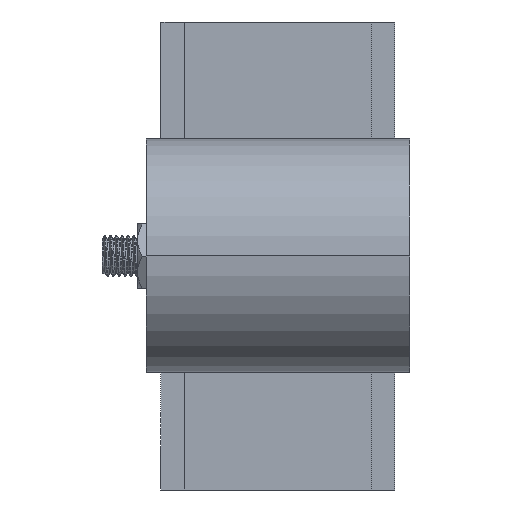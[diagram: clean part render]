
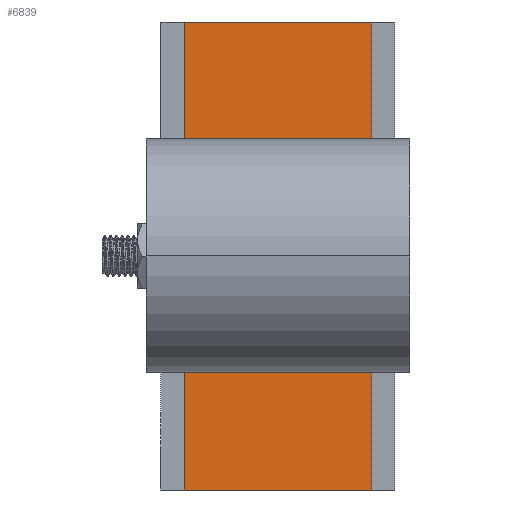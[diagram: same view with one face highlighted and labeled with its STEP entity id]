
A CAD part, left-side view. The second image highlights one B-rep face of the part: STEP entity #6839.
In plain terms, the highlighted planar face has unit normal (-1, 0, 0).
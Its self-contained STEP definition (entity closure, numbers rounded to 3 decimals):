
#161 = LINE ( 'NONE', #4650, #1758 ) ;
#299 = PLANE ( 'NONE',  #6768 ) ;
#1136 = CARTESIAN_POINT ( 'NONE',  ( 0., -16., -20. ) ) ;
#1445 = CARTESIAN_POINT ( 'NONE',  ( 0., 0., 20. ) ) ;
#1454 = DIRECTION ( 'NONE',  ( 0., 0., -1. ) ) ;
#1608 = EDGE_LOOP ( 'NONE', ( #6257, #5923, #1948, #5879 ) ) ;
#1758 = VECTOR ( 'NONE', #6800, 1000. ) ;
#1845 = VERTEX_POINT ( 'NONE', #1445 ) ;
#1904 = DIRECTION ( 'NONE',  ( 0., 0., -1. ) ) ;
#1948 = ORIENTED_EDGE ( 'NONE', *, *, #2900, .F. ) ;
#2205 = VECTOR ( 'NONE', #1904, 1000. ) ;
#2458 = DIRECTION ( 'NONE',  ( 0., 0., -1. ) ) ;
#2900 = EDGE_CURVE ( 'NONE', #4496, #3659, #5259, .T. ) ;
#3101 = CARTESIAN_POINT ( 'NONE',  ( 0., -16., 20. ) ) ;
#3177 = EDGE_CURVE ( 'NONE', #4496, #1845, #161, .T. ) ;
#3221 = EDGE_CURVE ( 'NONE', #1845, #5057, #4616, .T. ) ;
#3253 = CARTESIAN_POINT ( 'NONE',  ( 0., -16., -20. ) ) ;
#3659 = VERTEX_POINT ( 'NONE', #3253 ) ;
#4496 = VERTEX_POINT ( 'NONE', #6502 ) ;
#4616 = LINE ( 'NONE', #6766, #2205 ) ;
#4650 = CARTESIAN_POINT ( 'NONE',  ( 0., -16., 20. ) ) ;
#4714 = VECTOR ( 'NONE', #5463, 1000. ) ;
#4742 = EDGE_CURVE ( 'NONE', #3659, #5057, #5966, .T. ) ;
#5057 = VERTEX_POINT ( 'NONE', #5743 ) ;
#5259 = LINE ( 'NONE', #6840, #5757 ) ;
#5463 = DIRECTION ( 'NONE',  ( 0., 1., 0. ) ) ;
#5737 = DIRECTION ( 'NONE',  ( 1., 0., 0. ) ) ;
#5743 = CARTESIAN_POINT ( 'NONE',  ( 0., 0., -20. ) ) ;
#5757 = VECTOR ( 'NONE', #1454, 1000. ) ;
#5879 = ORIENTED_EDGE ( 'NONE', *, *, #3177, .T. ) ;
#5923 = ORIENTED_EDGE ( 'NONE', *, *, #4742, .F. ) ;
#5966 = LINE ( 'NONE', #1136, #4714 ) ;
#6233 = FACE_OUTER_BOUND ( 'NONE', #1608, .T. ) ;
#6257 = ORIENTED_EDGE ( 'NONE', *, *, #3221, .T. ) ;
#6502 = CARTESIAN_POINT ( 'NONE',  ( 0., -16., 20. ) ) ;
#6766 = CARTESIAN_POINT ( 'NONE',  ( 0., 0., 20. ) ) ;
#6768 = AXIS2_PLACEMENT_3D ( 'NONE', #3101, #5737, #2458 ) ;
#6800 = DIRECTION ( 'NONE',  ( 0., 1., 0. ) ) ;
#6839 = ADVANCED_FACE ( 'NONE', ( #6233 ), #299, .F. ) ;
#6840 = CARTESIAN_POINT ( 'NONE',  ( 0., -16., 20. ) ) ;
